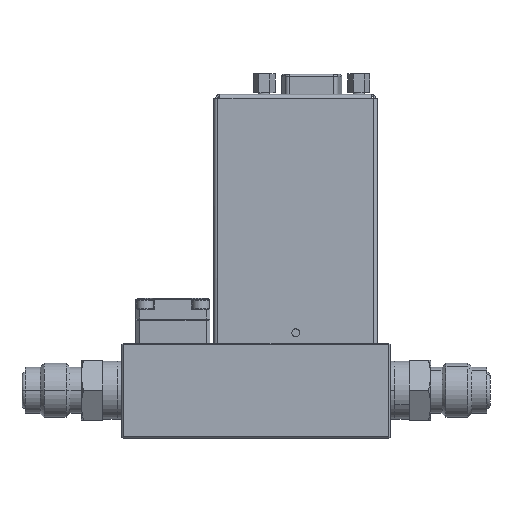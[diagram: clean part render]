
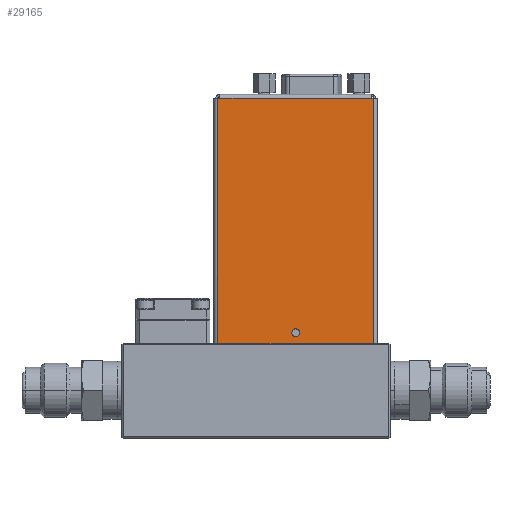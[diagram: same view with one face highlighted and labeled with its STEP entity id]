
A CAD part, top view. The second image highlights one B-rep face of the part: STEP entity #29165.
In plain terms, the highlighted planar face has unit normal (0, 0, 1).
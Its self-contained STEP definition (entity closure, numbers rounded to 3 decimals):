
#4614 = ORIENTED_EDGE ( 'NONE', *, *, #8032, .T. ) ;
#4615 = ORIENTED_EDGE ( 'NONE', *, *, #7989, .T. ) ;
#7989 = EDGE_CURVE ( 'NONE', #58819, #58771, #55402, .T. ) ;
#7990 = EDGE_CURVE ( 'NONE', #57270, #49786, #55403, .T. ) ;
#7992 = EDGE_CURVE ( 'NONE', #38224, #51638, #10539, .T. ) ;
#8032 = EDGE_CURVE ( 'NONE', #56889, #58819, #55700, .T. ) ;
#10539 = CIRCLE ( 'NONE', #10550, 1.025 ) ;
#10544 = VECTOR ( 'NONE', #55434, 1000. ) ;
#10546 = VECTOR ( 'NONE', #55440, 1000. ) ;
#10550 = AXIS2_PLACEMENT_3D ( 'NONE', #55449, #55451, #55453 ) ;
#10615 = VECTOR ( 'NONE', #55777, 1000. ) ;
#19887 = EDGE_CURVE ( 'NONE', #51638, #38224, #64040, .T. ) ;
#25738 = VECTOR ( 'NONE', #72240, 1000. ) ;
#28899 = EDGE_CURVE ( 'NONE', #56885, #49786, #33388, .T. ) ;
#28955 = EDGE_CURVE ( 'NONE', #57270, #56889, #33461, .T. ) ;
#29165 = ADVANCED_FACE ( 'NONE', ( #68309, #68294 ), #68311, .T. ) ;
#30448 = CARTESIAN_POINT ( 'NONE',  ( 32.5, 15.2, 12.5 ) ) ;
#30450 = DIRECTION ( 'NONE',  ( 0., 0., 1. ) ) ;
#30452 = DIRECTION ( 'NONE',  ( 1., 0., 0. ) ) ;
#33385 = CARTESIAN_POINT ( 'NONE',  ( 11.85, 77.3, 12.5 ) ) ;
#33388 = LINE ( 'NONE', #33385, #46019 ) ;
#33392 = DIRECTION ( 'NONE',  ( 0., -1., 0. ) ) ;
#33457 = CARTESIAN_POINT ( 'NONE',  ( 53.15, 12.3, 12.5 ) ) ;
#33461 = LINE ( 'NONE', #33457, #46082 ) ;
#33465 = DIRECTION ( 'NONE',  ( 0., 1., 0. ) ) ;
#34295 = AXIS2_PLACEMENT_3D ( 'NONE', #68320, #68321, #68322 ) ;
#38224 = VERTEX_POINT ( 'NONE', #47140 ) ;
#46019 = VECTOR ( 'NONE', #33392, 1000. ) ;
#46082 = VECTOR ( 'NONE', #33465, 1000. ) ;
#47140 = CARTESIAN_POINT ( 'NONE',  ( 33.525, 15.2, 12.5 ) ) ;
#48197 = CARTESIAN_POINT ( 'NONE',  ( 11.85, 12.3, 12.5 ) ) ;
#48310 = CARTESIAN_POINT ( 'NONE',  ( 31.475, 15.2, 12.5 ) ) ;
#49786 = VERTEX_POINT ( 'NONE', #48197 ) ;
#51638 = VERTEX_POINT ( 'NONE', #48310 ) ;
#55402 = LINE ( 'NONE', #55432, #10544 ) ;
#55403 = LINE ( 'NONE', #55436, #10546 ) ;
#55432 = CARTESIAN_POINT ( 'NONE',  ( 52.64, 77.3, 12.5 ) ) ;
#55434 = DIRECTION ( 'NONE',  ( -1., 0., 0. ) ) ;
#55436 = CARTESIAN_POINT ( 'NONE',  ( 52.64, 12.3, 12.5 ) ) ;
#55440 = DIRECTION ( 'NONE',  ( -1., 0., 0. ) ) ;
#55449 = CARTESIAN_POINT ( 'NONE',  ( 32.5, 15.2, 12.5 ) ) ;
#55451 = DIRECTION ( 'NONE',  ( 0., 0., 1. ) ) ;
#55453 = DIRECTION ( 'NONE',  ( 1., 0., 0. ) ) ;
#55700 = LINE ( 'NONE', #55773, #10615 ) ;
#55773 = CARTESIAN_POINT ( 'NONE',  ( 52.64, 77.3, 12.5 ) ) ;
#55777 = DIRECTION ( 'NONE',  ( -1., 0., 0. ) ) ;
#56885 = VERTEX_POINT ( 'NONE', #62708 ) ;
#56889 = VERTEX_POINT ( 'NONE', #62712 ) ;
#57270 = VERTEX_POINT ( 'NONE', #62920 ) ;
#57681 = EDGE_LOOP ( 'NONE', ( #76779, #76782 ) ) ;
#57685 = EDGE_LOOP ( 'NONE', ( #76785, #76787, #76789, #76791, #4614, #4615 ) ) ;
#58771 = VERTEX_POINT ( 'NONE', #63259 ) ;
#58819 = VERTEX_POINT ( 'NONE', #63307 ) ;
#62584 = EDGE_CURVE ( 'NONE', #56885, #58771, #72233, .T. ) ;
#62708 = CARTESIAN_POINT ( 'NONE',  ( 11.85, 77.3, 12.5 ) ) ;
#62712 = CARTESIAN_POINT ( 'NONE',  ( 53.15, 77.3, 12.5 ) ) ;
#62920 = CARTESIAN_POINT ( 'NONE',  ( 53.15, 12.3, 12.5 ) ) ;
#63259 = CARTESIAN_POINT ( 'NONE',  ( 12.46, 77.3, 12.5 ) ) ;
#63307 = CARTESIAN_POINT ( 'NONE',  ( 52.54, 77.3, 12.5 ) ) ;
#64040 = CIRCLE ( 'NONE', #64042, 1.025 ) ;
#64042 = AXIS2_PLACEMENT_3D ( 'NONE', #30448, #30450, #30452 ) ;
#68294 = FACE_OUTER_BOUND ( 'NONE', #57685, .T. ) ;
#68309 = FACE_BOUND ( 'NONE', #57681, .T. ) ;
#68311 = PLANE ( 'NONE',  #34295 ) ;
#68320 = CARTESIAN_POINT ( 'NONE',  ( 52.64, 12.3, 12.5 ) ) ;
#68321 = DIRECTION ( 'NONE',  ( 0., 0., 1. ) ) ;
#68322 = DIRECTION ( 'NONE',  ( 1., 0., 0. ) ) ;
#72233 = LINE ( 'NONE', #72238, #25738 ) ;
#72238 = CARTESIAN_POINT ( 'NONE',  ( 11.86, 77.3, 12.5 ) ) ;
#72240 = DIRECTION ( 'NONE',  ( 1., 0., 0. ) ) ;
#76779 = ORIENTED_EDGE ( 'NONE', *, *, #7992, .F. ) ;
#76782 = ORIENTED_EDGE ( 'NONE', *, *, #19887, .F. ) ;
#76785 = ORIENTED_EDGE ( 'NONE', *, *, #62584, .F. ) ;
#76787 = ORIENTED_EDGE ( 'NONE', *, *, #28899, .T. ) ;
#76789 = ORIENTED_EDGE ( 'NONE', *, *, #7990, .F. ) ;
#76791 = ORIENTED_EDGE ( 'NONE', *, *, #28955, .T. ) ;
